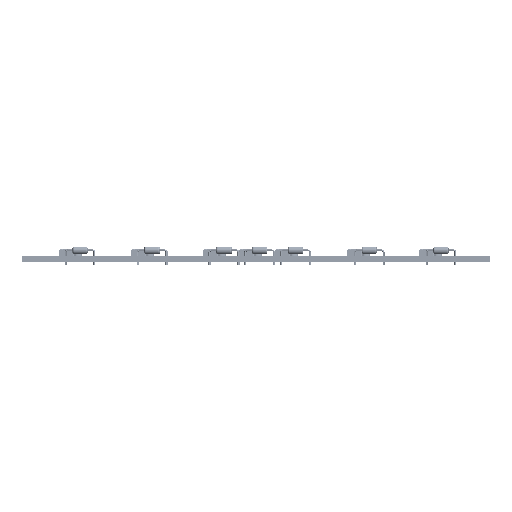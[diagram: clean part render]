
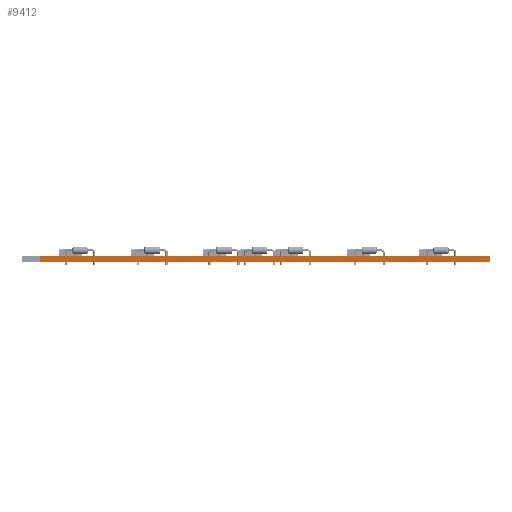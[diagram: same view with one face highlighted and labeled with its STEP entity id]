
A CAD part, left-side view. The second image highlights one B-rep face of the part: STEP entity #9412.
In plain terms, the highlighted planar face has unit normal (-1, 0, 0).
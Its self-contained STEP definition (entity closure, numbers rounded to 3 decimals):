
#9356 = VERTEX_POINT('',#9357);
#9357 = CARTESIAN_POINT('',(11.906,-130.969,1.51));
#9363 = EDGE_CURVE('',#9364,#9356,#9366,.T.);
#9364 = VERTEX_POINT('',#9365);
#9365 = CARTESIAN_POINT('',(11.906,-130.969,0.));
#9366 = LINE('',#9367,#9368);
#9367 = CARTESIAN_POINT('',(11.906,-130.969,0.));
#9368 = VECTOR('',#9369,1.);
#9369 = DIRECTION('',(0.,0.,1.));
#9412 = ADVANCED_FACE('',(#9413),#9438,.T.);
#9413 = FACE_BOUND('',#9414,.T.);
#9414 = EDGE_LOOP('',(#9415,#9416,#9424,#9432));
#9415 = ORIENTED_EDGE('',*,*,#9363,.T.);
#9416 = ORIENTED_EDGE('',*,*,#9417,.T.);
#9417 = EDGE_CURVE('',#9356,#9418,#9420,.T.);
#9418 = VERTEX_POINT('',#9419);
#9419 = CARTESIAN_POINT('',(11.906,-11.906,1.51));
#9420 = LINE('',#9421,#9422);
#9421 = CARTESIAN_POINT('',(11.906,-130.969,1.51));
#9422 = VECTOR('',#9423,1.);
#9423 = DIRECTION('',(0.,1.,0.));
#9424 = ORIENTED_EDGE('',*,*,#9425,.F.);
#9425 = EDGE_CURVE('',#9426,#9418,#9428,.T.);
#9426 = VERTEX_POINT('',#9427);
#9427 = CARTESIAN_POINT('',(11.906,-11.906,0.));
#9428 = LINE('',#9429,#9430);
#9429 = CARTESIAN_POINT('',(11.906,-11.906,0.));
#9430 = VECTOR('',#9431,1.);
#9431 = DIRECTION('',(0.,0.,1.));
#9432 = ORIENTED_EDGE('',*,*,#9433,.F.);
#9433 = EDGE_CURVE('',#9364,#9426,#9434,.T.);
#9434 = LINE('',#9435,#9436);
#9435 = CARTESIAN_POINT('',(11.906,-130.969,0.));
#9436 = VECTOR('',#9437,1.);
#9437 = DIRECTION('',(0.,1.,0.));
#9438 = PLANE('',#9439);
#9439 = AXIS2_PLACEMENT_3D('',#9440,#9441,#9442);
#9440 = CARTESIAN_POINT('',(11.906,-130.969,0.));
#9441 = DIRECTION('',(-1.,0.,0.));
#9442 = DIRECTION('',(0.,1.,0.));
